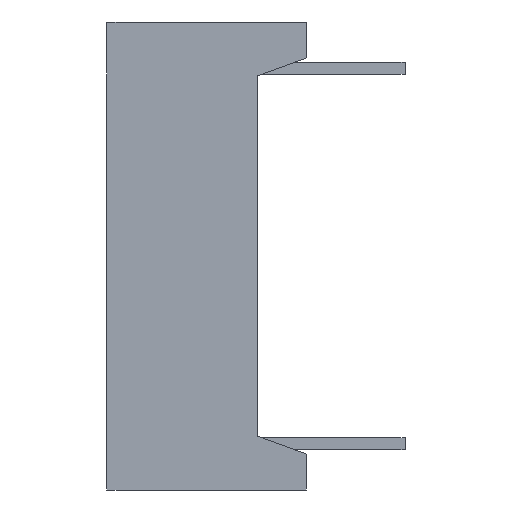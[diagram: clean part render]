
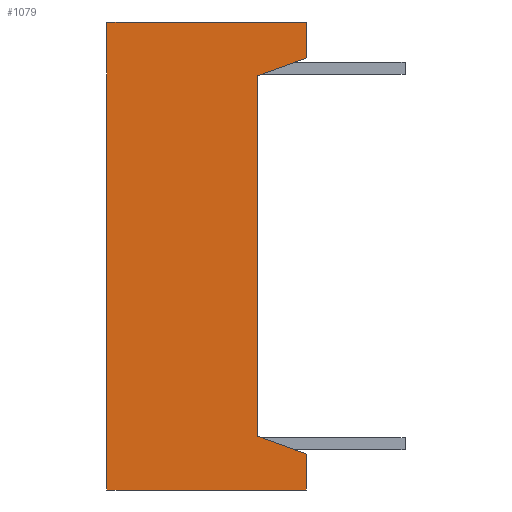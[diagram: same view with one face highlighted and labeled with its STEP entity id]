
A CAD part, left-side view. The second image highlights one B-rep face of the part: STEP entity #1079.
In plain terms, the highlighted planar face has unit normal (-1, 0, 0).
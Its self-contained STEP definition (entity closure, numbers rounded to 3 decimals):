
#29 = EDGE_CURVE ( 'NONE', #9983, #3615, #5845, .T. ) ;
#45 = VERTEX_POINT ( 'NONE', #8452 ) ;
#137 = VERTEX_POINT ( 'NONE', #4615 ) ;
#414 = VECTOR ( 'NONE', #9292, 1000. ) ;
#456 = DIRECTION ( 'NONE',  ( 0., 1., 0. ) ) ;
#641 = CARTESIAN_POINT ( 'NONE',  ( -18.8, 0., 9.5 ) ) ;
#797 = ORIENTED_EDGE ( 'NONE', *, *, #5353, .T. ) ;
#967 = PLANE ( 'NONE',  #6816 ) ;
#1013 = DIRECTION ( 'NONE',  ( 0., 0., 1. ) ) ;
#1051 = CARTESIAN_POINT ( 'NONE',  ( -18.8, 3.269, 3.902 ) ) ;
#1079 = ADVANCED_FACE ( 'NONE', ( #8847 ), #967, .T. ) ;
#1150 = DIRECTION ( 'NONE',  ( 0., 0.94, -0.342 ) ) ;
#1287 = DIRECTION ( 'NONE',  ( 0., -0.94, -0.342 ) ) ;
#1360 = LINE ( 'NONE', #9120, #2838 ) ;
#1406 = CARTESIAN_POINT ( 'NONE',  ( -18.8, -8.1, 9.5 ) ) ;
#1777 = DIRECTION ( 'NONE',  ( 0., 0., 1. ) ) ;
#2010 = EDGE_LOOP ( 'NONE', ( #9679, #3658, #6895, #5700, #5325, #5511, #797, #5357 ) ) ;
#2641 = VERTEX_POINT ( 'NONE', #641 ) ;
#2759 = LINE ( 'NONE', #4991, #4364 ) ;
#2776 = VECTOR ( 'NONE', #1287, 1000. ) ;
#2838 = VECTOR ( 'NONE', #4524, 1000. ) ;
#3032 = VECTOR ( 'NONE', #9988, 1000. ) ;
#3488 = LINE ( 'NONE', #9613, #4470 ) ;
#3615 = VERTEX_POINT ( 'NONE', #9526 ) ;
#3646 = CARTESIAN_POINT ( 'NONE',  ( -18.8, 0., 0. ) ) ;
#3658 = ORIENTED_EDGE ( 'NONE', *, *, #7839, .F. ) ;
#3809 = LINE ( 'NONE', #8579, #414 ) ;
#4239 = EDGE_CURVE ( 'NONE', #10216, #137, #1360, .T. ) ;
#4364 = VECTOR ( 'NONE', #5133, 1000. ) ;
#4385 = CARTESIAN_POINT ( 'NONE',  ( -18.8, -8.1, 0. ) ) ;
#4447 = DIRECTION ( 'NONE',  ( -1., 0., 0. ) ) ;
#4470 = VECTOR ( 'NONE', #1777, 1000. ) ;
#4524 = DIRECTION ( 'NONE',  ( 0., 1., 0. ) ) ;
#4615 = CARTESIAN_POINT ( 'NONE',  ( -18.8, 0., -9.5 ) ) ;
#4991 = CARTESIAN_POINT ( 'NONE',  ( -18.8, -6.1, -16.207 ) ) ;
#5040 = VERTEX_POINT ( 'NONE', #5737 ) ;
#5114 = CARTESIAN_POINT ( 'NONE',  ( -18.8, -8.1, 0. ) ) ;
#5133 = DIRECTION ( 'NONE',  ( 0., 0., -1. ) ) ;
#5229 = CARTESIAN_POINT ( 'NONE',  ( -18.8, -7.149, -7.694 ) ) ;
#5325 = ORIENTED_EDGE ( 'NONE', *, *, #9143, .F. ) ;
#5353 = EDGE_CURVE ( 'NONE', #10216, #3615, #3488, .T. ) ;
#5357 = ORIENTED_EDGE ( 'NONE', *, *, #29, .F. ) ;
#5511 = ORIENTED_EDGE ( 'NONE', *, *, #4239, .F. ) ;
#5700 = ORIENTED_EDGE ( 'NONE', *, *, #6172, .T. ) ;
#5737 = CARTESIAN_POINT ( 'NONE',  ( -18.8, -8.1, 8.04 ) ) ;
#5738 = CARTESIAN_POINT ( 'NONE',  ( -18.8, -8.1, -9.5 ) ) ;
#5845 = LINE ( 'NONE', #5229, #2776 ) ;
#6172 = EDGE_CURVE ( 'NONE', #8026, #2641, #3809, .T. ) ;
#6346 = VECTOR ( 'NONE', #1150, 1000. ) ;
#6816 = AXIS2_PLACEMENT_3D ( 'NONE', #5114, #4447, #456 ) ;
#6895 = ORIENTED_EDGE ( 'NONE', *, *, #7354, .T. ) ;
#7354 = EDGE_CURVE ( 'NONE', #5040, #8026, #7868, .T. ) ;
#7565 = LINE ( 'NONE', #1051, #6346 ) ;
#7615 = LINE ( 'NONE', #3646, #9880 ) ;
#7839 = EDGE_CURVE ( 'NONE', #5040, #45, #7565, .T. ) ;
#7868 = LINE ( 'NONE', #4385, #3032 ) ;
#8026 = VERTEX_POINT ( 'NONE', #1406 ) ;
#8158 = CARTESIAN_POINT ( 'NONE',  ( -18.8, -6.1, -7.312 ) ) ;
#8452 = CARTESIAN_POINT ( 'NONE',  ( -18.8, -6.1, 7.312 ) ) ;
#8579 = CARTESIAN_POINT ( 'NONE',  ( -18.8, -8.1, 9.5 ) ) ;
#8847 = FACE_OUTER_BOUND ( 'NONE', #2010, .T. ) ;
#9120 = CARTESIAN_POINT ( 'NONE',  ( -18.8, -8.1, -9.5 ) ) ;
#9143 = EDGE_CURVE ( 'NONE', #137, #2641, #7615, .T. ) ;
#9292 = DIRECTION ( 'NONE',  ( 0., 1., 0. ) ) ;
#9342 = EDGE_CURVE ( 'NONE', #45, #9983, #2759, .T. ) ;
#9526 = CARTESIAN_POINT ( 'NONE',  ( -18.8, -8.1, -8.04 ) ) ;
#9613 = CARTESIAN_POINT ( 'NONE',  ( -18.8, -8.1, 0. ) ) ;
#9679 = ORIENTED_EDGE ( 'NONE', *, *, #9342, .F. ) ;
#9880 = VECTOR ( 'NONE', #1013, 1000. ) ;
#9983 = VERTEX_POINT ( 'NONE', #8158 ) ;
#9988 = DIRECTION ( 'NONE',  ( 0., 0., 1. ) ) ;
#10216 = VERTEX_POINT ( 'NONE', #5738 ) ;
